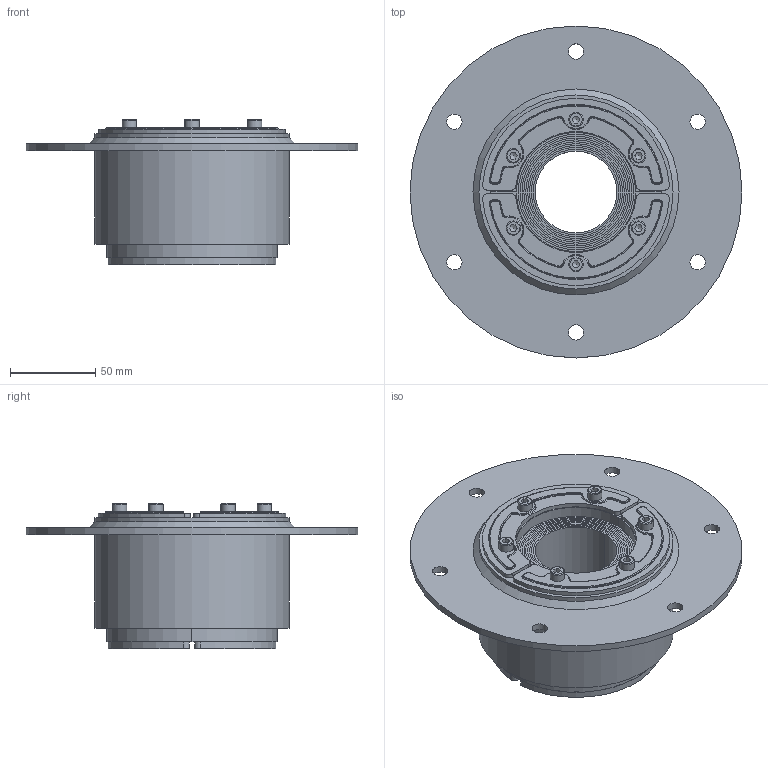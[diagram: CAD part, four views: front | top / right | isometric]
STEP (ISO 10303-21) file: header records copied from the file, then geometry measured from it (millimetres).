
FILE_DESCRIPTION((''),'2;1');
FILE_NAME('RS100BEX.stp','2014-03-15T22:01:32',('se-milkar'),(''),'Autodesk Inventor 2013','Autodesk Inventor 2013','');
FILE_SCHEMA(('AUTOMOTIVE_DESIGN { 1 2 10303 214 0 1 1 1 }'));
Length unit declared in the file: millimetre
Products named in the file (8): RS100BEX; SLFRS100; RS100; RUBBER FRAME RS100 EX; 100-004887; REAR FITTING RS100 EX; FRONT FITTING RS100 EX; ISO 4762 M5 x 50
Assembly tree (16 placements, depth 3):
  RS100BEX
    SLFRS100
    RS100
      RUBBER FRAME RS100 EX  x2
      100-004887  x2
      REAR FITTING RS100 EX  x2
      FRONT FITTING RS100 EX  x2
      ISO 4762 M5 x 50  x6
Bounding box: 195 x 195 x 85.3 mm (x, y, z)
Volume: 664748.5 mm3; surface area: 403875.7 mm2
Topology: 33 solids, 33 shells, 377 faces, 845 edges, 544 vertices
Faces by surface type: plane 164, cylinder 116, torus 84, cone 13
Full cylindrical faces by diameter (mm): 4.334 x6, 5 x18, 8.5 x6, 9 x6, 101 x1, 114 x2, 195 x1
Entity records: 5061 total; most frequent: DIRECTION 926, CARTESIAN_POINT 784, ORIENTED_EDGE 688, AXIS2_PLACEMENT_3D 398, EDGE_CURVE 344, VERTEX_POINT 238, EDGE_LOOP 228, CIRCLE 208
